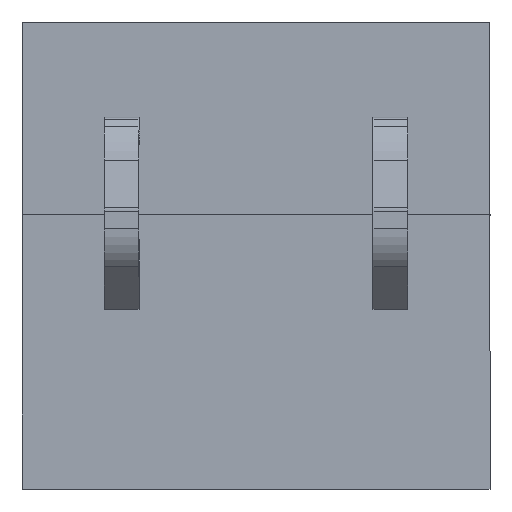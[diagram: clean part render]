
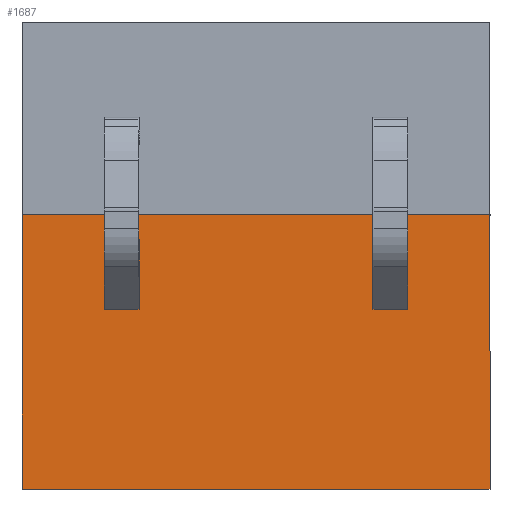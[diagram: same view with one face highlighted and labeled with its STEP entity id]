
A CAD part, top view. The second image highlights one B-rep face of the part: STEP entity #1687.
In plain terms, the highlighted planar face has unit normal (0, 0, 1).
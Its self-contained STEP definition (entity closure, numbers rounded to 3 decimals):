
#535=CARTESIAN_POINT('',(-6.58,3.74,7.75));
#536=VERTEX_POINT('',#535);
#543=CARTESIAN_POINT('',(-5.08,3.74,7.75));
#544=VERTEX_POINT('',#543);
#545=CARTESIAN_POINT('',(-5.08,3.74,7.75));
#546=DIRECTION('',(-1.0,0.0,0.0));
#547=VECTOR('',#546,1.5);
#548=LINE('',#545,#547);
#549=EDGE_CURVE('',#544,#536,#548,.T.);
#566=CARTESIAN_POINT('',(-6.58,7.809,7.75));
#567=VERTEX_POINT('',#566);
#584=CARTESIAN_POINT('',(-5.08,7.809,7.75));
#585=VERTEX_POINT('',#584);
#592=CARTESIAN_POINT('',(-6.58,7.809,7.75));
#593=DIRECTION('',(1.0,0.0,0.0));
#594=VECTOR('',#593,1.5);
#595=LINE('',#592,#594);
#596=EDGE_CURVE('',#567,#585,#595,.T.);
#863=CARTESIAN_POINT('',(-6.58,3.74,7.75));
#864=DIRECTION('',(0.0,1.0,0.0));
#865=VECTOR('',#864,4.069);
#866=LINE('',#863,#865);
#867=EDGE_CURVE('',#536,#567,#866,.T.);
#891=CARTESIAN_POINT('',(-5.08,7.809,7.75));
#892=DIRECTION('',(0.0,-1.0,0.0));
#893=VECTOR('',#892,4.069);
#894=LINE('',#891,#893);
#895=EDGE_CURVE('',#585,#544,#894,.T.);
#1145=CARTESIAN_POINT('',(6.58,7.809,7.75));
#1146=VERTEX_POINT('',#1145);
#1153=CARTESIAN_POINT('',(5.08,7.809,7.75));
#1154=VERTEX_POINT('',#1153);
#1155=CARTESIAN_POINT('',(5.08,7.809,7.75));
#1156=DIRECTION('',(1.0,0.0,0.0));
#1157=VECTOR('',#1156,1.5);
#1158=LINE('',#1155,#1157);
#1159=EDGE_CURVE('',#1154,#1146,#1158,.T.);
#1176=CARTESIAN_POINT('',(6.58,3.74,7.75));
#1177=VERTEX_POINT('',#1176);
#1194=CARTESIAN_POINT('',(5.08,3.74,7.75));
#1195=VERTEX_POINT('',#1194);
#1202=CARTESIAN_POINT('',(6.58,3.74,7.75));
#1203=DIRECTION('',(-1.0,0.0,0.0));
#1204=VECTOR('',#1203,1.5);
#1205=LINE('',#1202,#1204);
#1206=EDGE_CURVE('',#1177,#1195,#1205,.T.);
#1441=CARTESIAN_POINT('',(6.58,7.809,7.75));
#1442=DIRECTION('',(0.0,-1.0,0.0));
#1443=VECTOR('',#1442,4.069);
#1444=LINE('',#1441,#1443);
#1445=EDGE_CURVE('',#1146,#1177,#1444,.T.);
#1471=CARTESIAN_POINT('',(5.08,3.74,7.75));
#1472=DIRECTION('',(0.0,1.0,0.0));
#1473=VECTOR('',#1472,4.069);
#1474=LINE('',#1471,#1473);
#1475=EDGE_CURVE('',#1195,#1154,#1474,.T.);
#1619=CARTESIAN_POINT('',(-10.16,7.84,7.75));
#1620=VERTEX_POINT('',#1619);
#1627=CARTESIAN_POINT('',(10.16,7.84,7.75));
#1628=VERTEX_POINT('',#1627);
#1629=CARTESIAN_POINT('',(10.16,7.84,7.75));
#1630=DIRECTION('',(-1.0,0.0,0.0));
#1631=VECTOR('',#1630,20.32);
#1632=LINE('',#1629,#1631);
#1633=EDGE_CURVE('',#1628,#1620,#1632,.T.);
#1645=CARTESIAN_POINT('',(11.176,-4.655,7.75));
#1646=DIRECTION('',(0.0,0.0,1.0));
#1647=DIRECTION('',(0.0,1.0,0.0));
#1648=AXIS2_PLACEMENT_3D('',#1645,#1646,#1647);
#1649=PLANE('',#1648);
#1650=CARTESIAN_POINT('',(-10.16,-4.06,7.75));
#1651=VERTEX_POINT('',#1650);
#1652=CARTESIAN_POINT('',(-10.16,7.84,7.75));
#1653=DIRECTION('',(0.0,-1.0,0.0));
#1654=VECTOR('',#1653,11.9);
#1655=LINE('',#1652,#1654);
#1656=EDGE_CURVE('',#1620,#1651,#1655,.T.);
#1657=ORIENTED_EDGE('',*,*,#1656,.T.);
#1658=CARTESIAN_POINT('',(10.16,-4.06,7.75));
#1659=VERTEX_POINT('',#1658);
#1660=CARTESIAN_POINT('',(10.16,-4.06,7.75));
#1661=DIRECTION('',(-1.0,0.0,0.0));
#1662=VECTOR('',#1661,20.32);
#1663=LINE('',#1660,#1662);
#1664=EDGE_CURVE('',#1659,#1651,#1663,.T.);
#1665=ORIENTED_EDGE('',*,*,#1664,.F.);
#1666=CARTESIAN_POINT('',(10.16,-4.06,7.75));
#1667=DIRECTION('',(0.0,1.0,0.0));
#1668=VECTOR('',#1667,11.9);
#1669=LINE('',#1666,#1668);
#1670=EDGE_CURVE('',#1659,#1628,#1669,.T.);
#1671=ORIENTED_EDGE('',*,*,#1670,.T.);
#1672=ORIENTED_EDGE('',*,*,#1633,.T.);
#1673=EDGE_LOOP('',(#1657,#1665,#1671,#1672));
#1674=FACE_OUTER_BOUND('',#1673,.T.);
#1675=ORIENTED_EDGE('',*,*,#1206,.T.);
#1676=ORIENTED_EDGE('',*,*,#1475,.T.);
#1677=ORIENTED_EDGE('',*,*,#1159,.T.);
#1678=ORIENTED_EDGE('',*,*,#1445,.T.);
#1679=EDGE_LOOP('',(#1675,#1676,#1677,#1678));
#1680=FACE_BOUND('',#1679,.T.);
#1681=ORIENTED_EDGE('',*,*,#596,.T.);
#1682=ORIENTED_EDGE('',*,*,#895,.T.);
#1683=ORIENTED_EDGE('',*,*,#549,.T.);
#1684=ORIENTED_EDGE('',*,*,#867,.T.);
#1685=EDGE_LOOP('',(#1681,#1682,#1683,#1684));
#1686=FACE_BOUND('',#1685,.T.);
#1687=ADVANCED_FACE('',(#1674,#1680,#1686),#1649,.T.);
